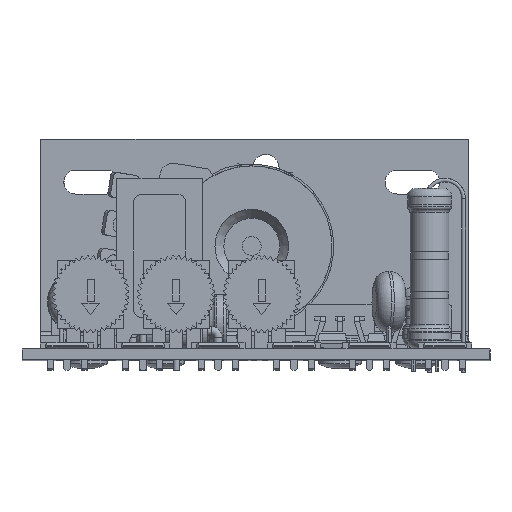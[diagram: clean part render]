
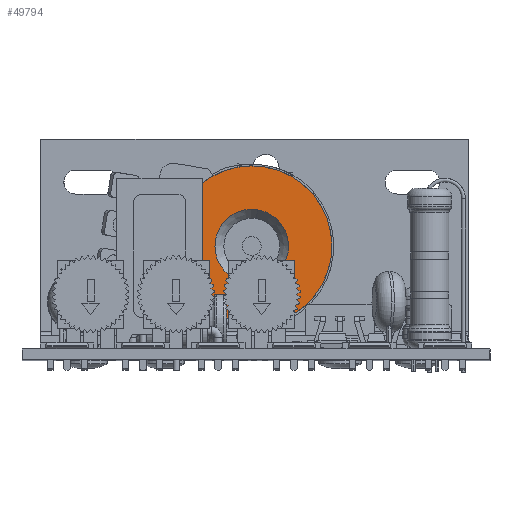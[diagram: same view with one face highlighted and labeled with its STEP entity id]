
A CAD part, top view. The second image highlights one B-rep face of the part: STEP entity #49794.
In plain terms, the highlighted face is planar.
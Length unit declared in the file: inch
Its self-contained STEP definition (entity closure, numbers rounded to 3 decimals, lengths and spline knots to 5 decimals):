
#516 = CARTESIAN_POINT ( 'NONE',  ( 0., 0., 0. ) ) ;
#4359 = ORIENTED_EDGE ( 'NONE', *, *, #64346, .T. ) ;
#4420 = CIRCLE ( 'NONE', #15621, 0.215 ) ;
#4568 = EDGE_CURVE ( 'NONE', #87060, #36527, #75288, .T. ) ;
#7498 = CARTESIAN_POINT ( 'NONE',  ( -0.4685, 0., 0. ) ) ;
#7695 = DIRECTION ( 'NONE',  ( 1., 0., 0. ) ) ;
#15621 = AXIS2_PLACEMENT_3D ( 'NONE', #516, #50088, #7695 ) ;
#18638 = FACE_BOUND ( 'NONE', #88532, .T. ) ;
#19091 = DIRECTION ( 'NONE',  ( 0., 0., -1. ) ) ;
#19493 = ORIENTED_EDGE ( 'NONE', *, *, #4568, .T. ) ;
#20309 = CARTESIAN_POINT ( 'NONE',  ( 0.4685, 0., 0. ) ) ;
#20936 = EDGE_CURVE ( 'NONE', #52309, #45151, #4420, .T. ) ;
#22145 = ORIENTED_EDGE ( 'NONE', *, *, #62082, .T. ) ;
#27287 = CARTESIAN_POINT ( 'NONE',  ( 0., 0., 0. ) ) ;
#27783 = CARTESIAN_POINT ( 'NONE',  ( -0.215, 0., 0. ) ) ;
#31673 = CARTESIAN_POINT ( 'NONE',  ( 0., 0., 0. ) ) ;
#34364 = DIRECTION ( 'NONE',  ( 1., 0., 0. ) ) ;
#36527 = VERTEX_POINT ( 'NONE', #20309 ) ;
#38563 = DIRECTION ( 'NONE',  ( -1., 0., 0. ) ) ;
#38576 = DIRECTION ( 'NONE',  ( 0., 0., -1. ) ) ;
#38687 = CARTESIAN_POINT ( 'NONE',  ( 0., 0., 0. ) ) ;
#38825 = DIRECTION ( 'NONE',  ( -1., 0., 0. ) ) ;
#39027 = ORIENTED_EDGE ( 'NONE', *, *, #20936, .T. ) ;
#40859 = AXIS2_PLACEMENT_3D ( 'NONE', #61570, #19091, #68693 ) ;
#45151 = VERTEX_POINT ( 'NONE', #75892 ) ;
#49794 = ADVANCED_FACE ( 'NONE', ( #56348, #18638 ), #66708, .T. ) ;
#50088 = DIRECTION ( 'NONE',  ( 0., 0., 1. ) ) ;
#52117 = CIRCLE ( 'NONE', #40859, 0.4685 ) ;
#52309 = VERTEX_POINT ( 'NONE', #27783 ) ;
#56348 = FACE_OUTER_BOUND ( 'NONE', #78763, .T. ) ;
#58769 = AXIS2_PLACEMENT_3D ( 'NONE', #31673, #81482, #38825 ) ;
#61570 = CARTESIAN_POINT ( 'NONE',  ( 0., 0., 0. ) ) ;
#62082 = EDGE_CURVE ( 'NONE', #45151, #52309, #78119, .T. ) ;
#64346 = EDGE_CURVE ( 'NONE', #36527, #87060, #52117, .T. ) ;
#66708 = PLANE ( 'NONE',  #58769 ) ;
#68693 = DIRECTION ( 'NONE',  ( -1., 0., 0. ) ) ;
#75288 = CIRCLE ( 'NONE', #77948, 0.4685 ) ;
#75892 = CARTESIAN_POINT ( 'NONE',  ( 0.215, 0., 0. ) ) ;
#76980 = DIRECTION ( 'NONE',  ( 0., 0., 1. ) ) ;
#77948 = AXIS2_PLACEMENT_3D ( 'NONE', #38687, #38576, #38563 ) ;
#78119 = CIRCLE ( 'NONE', #81743, 0.215 ) ;
#78763 = EDGE_LOOP ( 'NONE', ( #19493, #4359 ) ) ;
#81482 = DIRECTION ( 'NONE',  ( 0., 0., -1. ) ) ;
#81743 = AXIS2_PLACEMENT_3D ( 'NONE', #27287, #76980, #34364 ) ;
#87060 = VERTEX_POINT ( 'NONE', #7498 ) ;
#88532 = EDGE_LOOP ( 'NONE', ( #22145, #39027 ) ) ;
